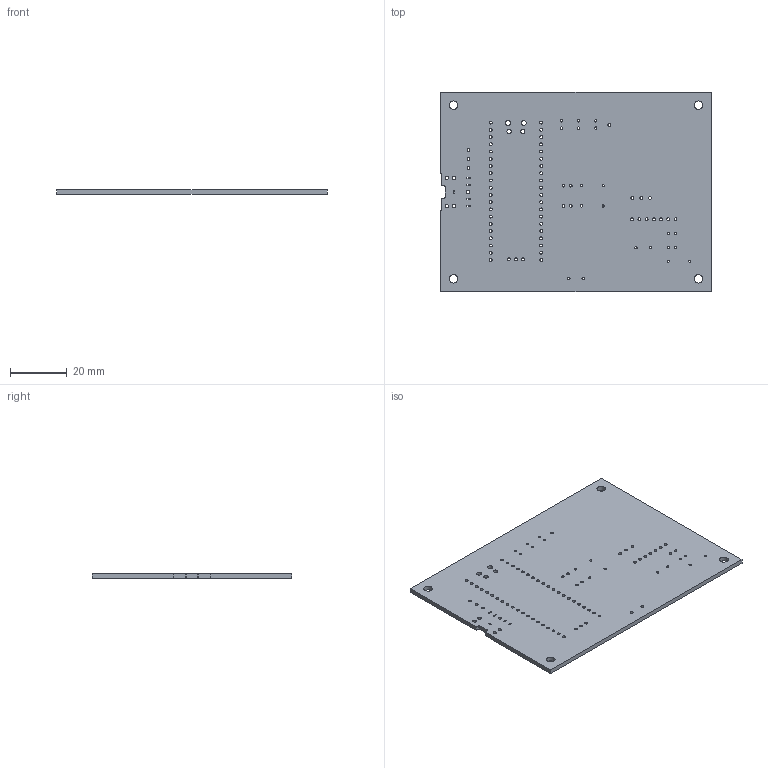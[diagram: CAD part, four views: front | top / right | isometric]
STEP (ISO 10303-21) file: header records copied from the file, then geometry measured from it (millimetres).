
FILE_DESCRIPTION(('KiCad electronic assembly'),'2;1');
FILE_NAME('telephonica.step','2023-04-29T13:43:15',('Pcbnew'),('Kicad'), 'Open CASCADE STEP processor 7.5','KiCad to STEP converter','Unknown' );
FILE_SCHEMA(('AUTOMOTIVE_DESIGN { 1 0 10303 214 1 1 1 1 }'));
Length unit declared in the file: millimetre
Products named in the file (2): telephonica 1; telephonica PCB
Assembly tree (1 placements, depth 2):
  telephonica 1
    telephonica PCB
Bounding box: 95 x 70 x 1.6 mm (x, y, z)
Volume: 10461 mm3; surface area: 14149.6 mm2
Topology: 1 solids, 1 shells, 130 faces, 384 edges, 256 vertices
Faces by surface type: cylinder 106, plane 24
Full cylindrical faces by diameter (mm): 0.8 x18, 0.9 x4, 1 x16, 1.02 x43, 1.2 x5, 1.5 x2, 1.8 x2, 3 x4
Entity records: 10531 total; most frequent: CARTESIAN_POINT 2812, DIRECTION 1416, ORIENTED_EDGE 768, PCURVE 768, DEFINITIONAL_REPRESENTATION 768, LINE 728, VECTOR 728, EDGE_CURVE 384
